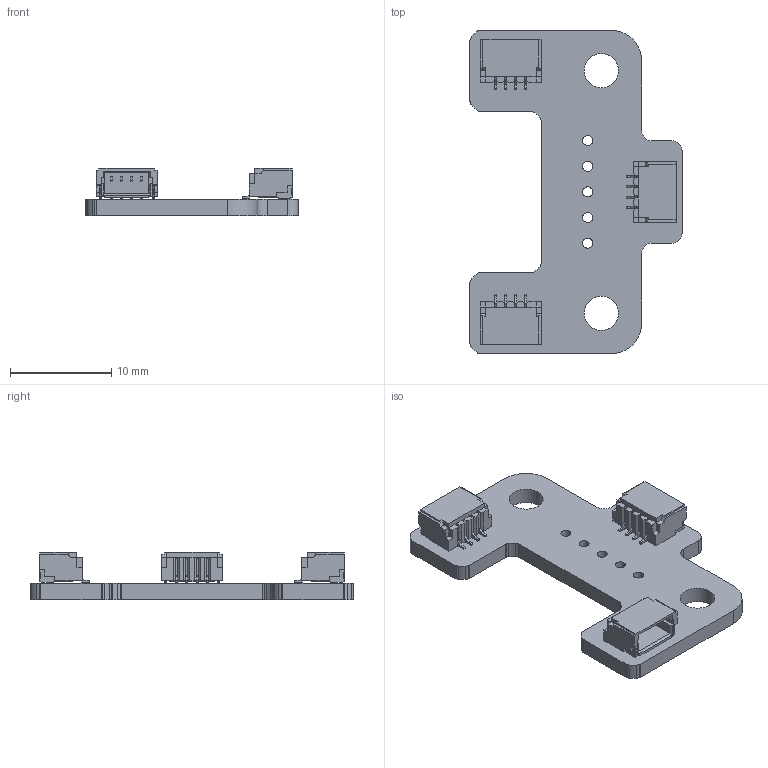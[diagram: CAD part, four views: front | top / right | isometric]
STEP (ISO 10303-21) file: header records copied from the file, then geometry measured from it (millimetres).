
FILE_DESCRIPTION(('KiCad electronic assembly'),'2;1');
FILE_NAME('EZO_Qwiic.step','2023-09-08T01:02:14',('Pcbnew'),('Kicad'), 'Open CASCADE STEP processor 7.6','KiCad to STEP converter','Unknown' );
FILE_SCHEMA(('AUTOMOTIVE_DESIGN { 1 0 10303 214 1 1 1 1 }'));
Length unit declared in the file: millimetre
Products named in the file (4): EZO_Qwiic 1; SM04B-SRSS-TB(LF)(SN)--3DModel-STEP-56544; COMPOUND; EZO_Qwiic PCB
Assembly tree (5 placements, depth 3):
  EZO_Qwiic 1
    SM04B-SRSS-TB(LF)(SN)--3DModel-STEP-56544  x3
      COMPOUND
    EZO_Qwiic PCB
Bounding box: 21 x 32 x 4.66 mm (x, y, z)
Volume: 833.3 mm3; surface area: 1706 mm2
Topology: 22 solids, 22 shells, 744 faces, 2097 edges, 1388 vertices
Faces by surface type: plane 581, cylinder 133, extrusion 30
Full cylindrical faces by diameter (mm): 1 x5, 3.4 x2
Entity records: 20313 total; most frequent: CARTESIAN_POINT 4197, DIRECTION 2885, VECTOR 2125, LINE 2095, ORIENTED_EDGE 1618, PCURVE 1618, DEFINITIONAL_REPRESENTATION 1618, EDGE_CURVE 809
